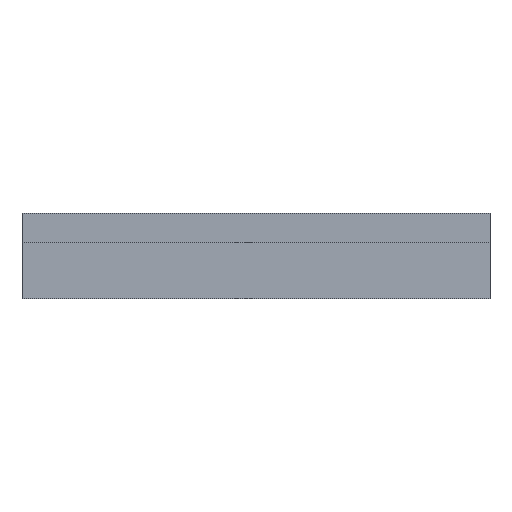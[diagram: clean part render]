
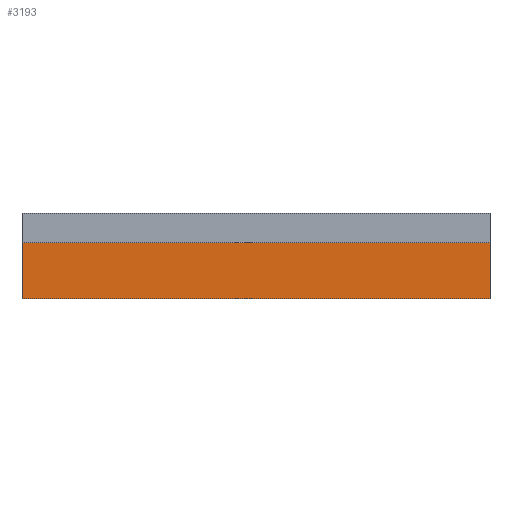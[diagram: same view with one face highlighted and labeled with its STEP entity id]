
A CAD part, front view. The second image highlights one B-rep face of the part: STEP entity #3193.
In plain terms, the highlighted planar face has unit normal (0, -1, 0).
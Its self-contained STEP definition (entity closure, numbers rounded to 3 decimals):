
#201 = LINE ( 'NONE', #2128, #2761 ) ;
#223 = CARTESIAN_POINT ( 'NONE',  ( 0., 0., 1.5 ) ) ;
#240 = CARTESIAN_POINT ( 'NONE',  ( 0., 0., 1.5 ) ) ;
#384 = ORIENTED_EDGE ( 'NONE', *, *, #3004, .T. ) ;
#495 = VERTEX_POINT ( 'NONE', #1047 ) ;
#532 = PLANE ( 'NONE',  #2813 ) ;
#760 = FACE_OUTER_BOUND ( 'NONE', #2781, .T. ) ;
#761 = EDGE_CURVE ( 'NONE', #1634, #2843, #1636, .T. ) ;
#868 = DIRECTION ( 'NONE',  ( 1., 0., 0. ) ) ;
#1047 = CARTESIAN_POINT ( 'NONE',  ( -96., 0., -10. ) ) ;
#1155 = VECTOR ( 'NONE', #2885, 1000. ) ;
#1199 = CARTESIAN_POINT ( 'NONE',  ( 0., 0., -10. ) ) ;
#1306 = VECTOR ( 'NONE', #2797, 1000. ) ;
#1517 = DIRECTION ( 'NONE',  ( 0., 1., 0. ) ) ;
#1539 = LINE ( 'NONE', #2049, #1306 ) ;
#1634 = VERTEX_POINT ( 'NONE', #2706 ) ;
#1636 = LINE ( 'NONE', #1807, #3151 ) ;
#1807 = CARTESIAN_POINT ( 'NONE',  ( 0., 0., 1.5 ) ) ;
#2049 = CARTESIAN_POINT ( 'NONE',  ( -96., 0., 1.5 ) ) ;
#2128 = CARTESIAN_POINT ( 'NONE',  ( 0., 0., 1.5 ) ) ;
#2213 = CARTESIAN_POINT ( 'NONE',  ( 0., 0., -10. ) ) ;
#2334 = ORIENTED_EDGE ( 'NONE', *, *, #761, .F. ) ;
#2347 = ORIENTED_EDGE ( 'NONE', *, *, #2651, .F. ) ;
#2444 = DIRECTION ( 'NONE',  ( 0., 0., 1. ) ) ;
#2485 = VERTEX_POINT ( 'NONE', #2213 ) ;
#2642 = DIRECTION ( 'NONE',  ( 0., 0., -1. ) ) ;
#2651 = EDGE_CURVE ( 'NONE', #2485, #495, #3159, .T. ) ;
#2706 = CARTESIAN_POINT ( 'NONE',  ( -96., 0., 1.5 ) ) ;
#2761 = VECTOR ( 'NONE', #2642, 1000. ) ;
#2781 = EDGE_LOOP ( 'NONE', ( #384, #2347, #3131, #2334 ) ) ;
#2797 = DIRECTION ( 'NONE',  ( 0., 0., -1. ) ) ;
#2813 = AXIS2_PLACEMENT_3D ( 'NONE', #240, #1517, #2444 ) ;
#2843 = VERTEX_POINT ( 'NONE', #223 ) ;
#2885 = DIRECTION ( 'NONE',  ( -1., 0., 0. ) ) ;
#3004 = EDGE_CURVE ( 'NONE', #1634, #495, #1539, .T. ) ;
#3084 = EDGE_CURVE ( 'NONE', #2843, #2485, #201, .T. ) ;
#3131 = ORIENTED_EDGE ( 'NONE', *, *, #3084, .F. ) ;
#3151 = VECTOR ( 'NONE', #868, 1000. ) ;
#3159 = LINE ( 'NONE', #1199, #1155 ) ;
#3193 = ADVANCED_FACE ( 'NONE', ( #760 ), #532, .F. ) ;
